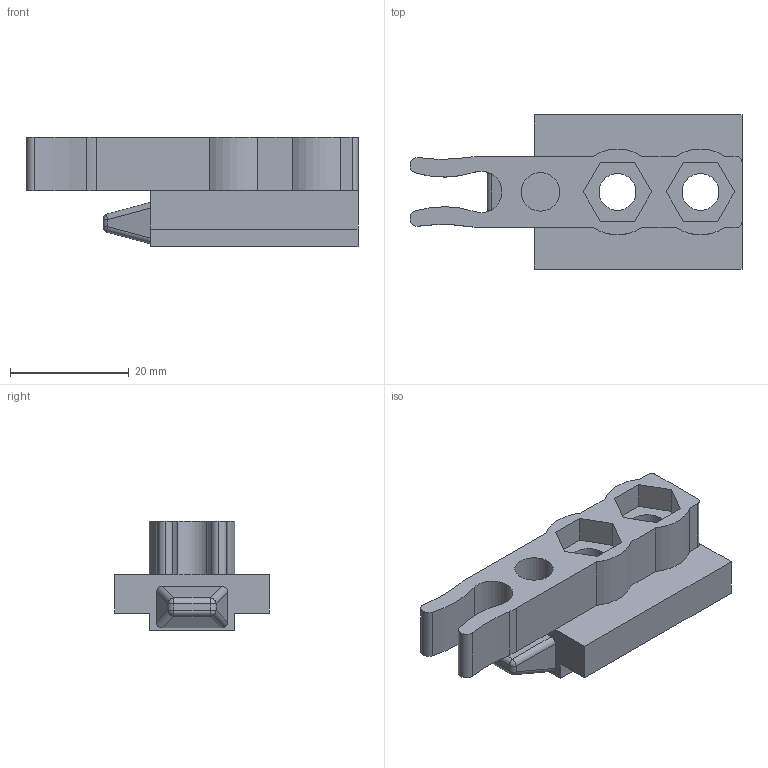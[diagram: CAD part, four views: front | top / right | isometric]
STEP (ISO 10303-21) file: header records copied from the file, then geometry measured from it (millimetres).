
FILE_DESCRIPTION(('STEP AP203'),'2;1');
FILE_NAME('23.082.00.stp','2011-03-28T17:23:14',(''),(''),'2009.3.110','THINKDESIGN','');
FILE_SCHEMA(('CONFIG_CONTROL_DESIGN'));
Length unit declared in the file: millimetre
Bounding box: 56 x 26 x 18.5 mm (x, y, z)
Volume: 9923.5 mm3; surface area: 6337.5 mm2
Topology: 1 solids, 1 shells, 93 faces, 247 edges, 168 vertices
Faces by surface type: plane 49, cylinder 38, bspline 6
Full cylindrical faces by diameter (mm): 4 x8, 6.2 x2, 6.5 x1, 11 x2
Entity records: 3224 total; most frequent: CARTESIAN_POINT 726, DIRECTION 517, ORIENTED_EDGE 494, EDGE_CURVE 247, AXIS2_PLACEMENT_3D 187, VERTEX_POINT 168, VECTOR 143, LINE 143
